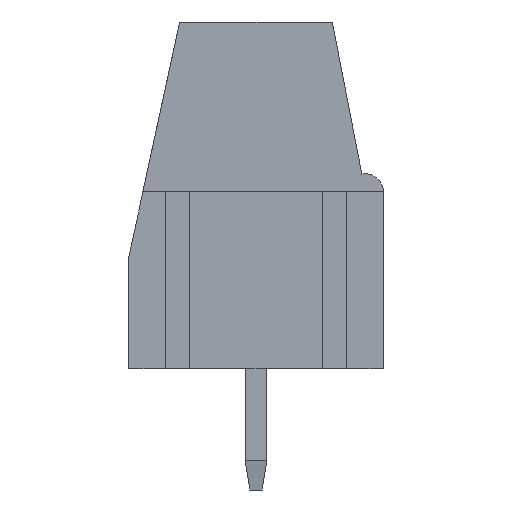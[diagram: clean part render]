
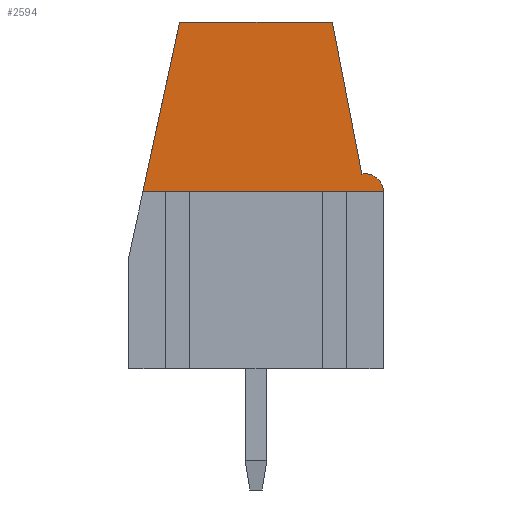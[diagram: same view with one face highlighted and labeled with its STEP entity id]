
A CAD part, left-side view. The second image highlights one B-rep face of the part: STEP entity #2594.
In plain terms, the highlighted planar face has unit normal (-1, 0, 0).
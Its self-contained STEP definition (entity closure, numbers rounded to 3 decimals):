
#455 = CARTESIAN_POINT ( 'NONE',  ( -83.916, 22.135, 39.851 ) ) ;
#475 = LINE ( 'NONE', #2061, #5883 ) ;
#511 = DIRECTION ( 'NONE',  ( -1., 0., 0. ) ) ;
#762 = EDGE_CURVE ( 'NONE', #8621, #6360, #1913, .T. ) ;
#1520 = DIRECTION ( 'NONE',  ( 0., 0.191, 0.982 ) ) ;
#1839 = ORIENTED_EDGE ( 'NONE', *, *, #7963, .T. ) ;
#1886 = AXIS2_PLACEMENT_3D ( 'NONE', #2818, #511, #2105 ) ;
#1913 = LINE ( 'NONE', #9466, #3165 ) ;
#2061 = CARTESIAN_POINT ( 'NONE',  ( -83.916, 22.135, 39.851 ) ) ;
#2105 = DIRECTION ( 'NONE',  ( 0., 0., 1. ) ) ;
#2108 = LINE ( 'NONE', #9615, #6539 ) ;
#2503 = AXIS2_PLACEMENT_3D ( 'NONE', #9184, #4099, #4948 ) ;
#2594 = ADVANCED_FACE ( 'NONE', ( #9713 ), #4257, .T. ) ;
#2818 = CARTESIAN_POINT ( 'NONE',  ( -83.916, 14.475, 32.851 ) ) ;
#3165 = VECTOR ( 'NONE', #4907, 1000. ) ;
#3527 = CARTESIAN_POINT ( 'NONE',  ( -83.916, 23.651, 32.851 ) ) ;
#3655 = VERTEX_POINT ( 'NONE', #4664 ) ;
#3705 = LINE ( 'NONE', #6910, #5510 ) ;
#3719 = ORIENTED_EDGE ( 'NONE', *, *, #762, .T. ) ;
#4021 = DIRECTION ( 'NONE',  ( -1., 0., 0. ) ) ;
#4086 = VERTEX_POINT ( 'NONE', #455 ) ;
#4099 = DIRECTION ( 'NONE',  ( -1., 0., 0. ) ) ;
#4257 = PLANE ( 'NONE',  #1886 ) ;
#4646 = VERTEX_POINT ( 'NONE', #6588 ) ;
#4664 = CARTESIAN_POINT ( 'NONE',  ( -83.916, 15.835, 39.851 ) ) ;
#4775 = DIRECTION ( 'NONE',  ( 0., 1., 0. ) ) ;
#4907 = DIRECTION ( 'NONE',  ( 0., -1., 0. ) ) ;
#4948 = DIRECTION ( 'NONE',  ( 0., 1., 0. ) ) ;
#5132 = EDGE_CURVE ( 'NONE', #4086, #8621, #475, .T. ) ;
#5246 = ORIENTED_EDGE ( 'NONE', *, *, #9211, .T. ) ;
#5411 = CARTESIAN_POINT ( 'NONE',  ( -83.916, 13.735, 32.851 ) ) ;
#5510 = VECTOR ( 'NONE', #1520, 1000. ) ;
#5839 = DIRECTION ( 'NONE',  ( 0., 1., 0. ) ) ;
#5883 = VECTOR ( 'NONE', #9565, 1000. ) ;
#6047 = EDGE_CURVE ( 'NONE', #4646, #3655, #3705, .T. ) ;
#6360 = VERTEX_POINT ( 'NONE', #5411 ) ;
#6362 = AXIS2_PLACEMENT_3D ( 'NONE', #7859, #4021, #4775 ) ;
#6539 = VECTOR ( 'NONE', #5839, 1000. ) ;
#6588 = CARTESIAN_POINT ( 'NONE',  ( -83.916, 14.616, 33.578 ) ) ;
#6686 = ORIENTED_EDGE ( 'NONE', *, *, #6047, .T. ) ;
#6705 = VERTEX_POINT ( 'NONE', #6982 ) ;
#6910 = CARTESIAN_POINT ( 'NONE',  ( -83.916, 14.616, 33.578 ) ) ;
#6982 = CARTESIAN_POINT ( 'NONE',  ( -83.916, 14.475, 33.591 ) ) ;
#7071 = CIRCLE ( 'NONE', #2503, 0.74 ) ;
#7859 = CARTESIAN_POINT ( 'NONE',  ( -83.916, 14.475, 32.851 ) ) ;
#7963 = EDGE_CURVE ( 'NONE', #6705, #4646, #9420, .T. ) ;
#8083 = EDGE_CURVE ( 'NONE', #3655, #4086, #2108, .T. ) ;
#8244 = EDGE_LOOP ( 'NONE', ( #6686, #10007, #9785, #3719, #5246, #1839 ) ) ;
#8621 = VERTEX_POINT ( 'NONE', #3527 ) ;
#9184 = CARTESIAN_POINT ( 'NONE',  ( -83.916, 14.475, 32.851 ) ) ;
#9211 = EDGE_CURVE ( 'NONE', #6360, #6705, #7071, .T. ) ;
#9420 = CIRCLE ( 'NONE', #6362, 0.74 ) ;
#9466 = CARTESIAN_POINT ( 'NONE',  ( -83.916, 14.735, 32.851 ) ) ;
#9565 = DIRECTION ( 'NONE',  ( 0., 0.212, -0.977 ) ) ;
#9615 = CARTESIAN_POINT ( 'NONE',  ( -83.916, 15.835, 39.851 ) ) ;
#9713 = FACE_OUTER_BOUND ( 'NONE', #8244, .T. ) ;
#9785 = ORIENTED_EDGE ( 'NONE', *, *, #5132, .T. ) ;
#10007 = ORIENTED_EDGE ( 'NONE', *, *, #8083, .T. ) ;
